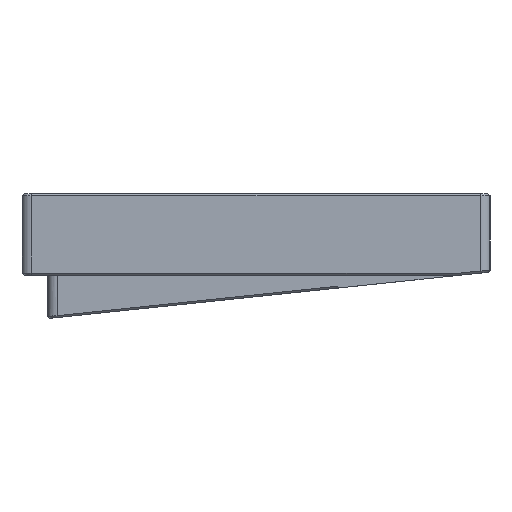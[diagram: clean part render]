
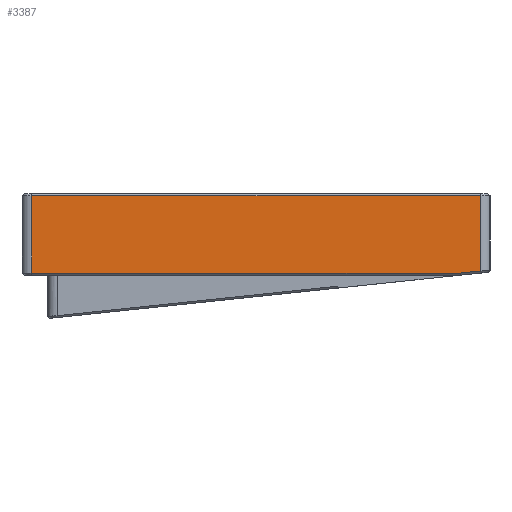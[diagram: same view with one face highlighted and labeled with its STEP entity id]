
A CAD part, left-side view. The second image highlights one B-rep face of the part: STEP entity #3387.
In plain terms, the highlighted planar face has unit normal (-1, 0, 0).
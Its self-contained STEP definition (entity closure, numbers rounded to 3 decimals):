
#69=PLANE('',#3695);
#299=LINE('',#5628,#622);
#300=LINE('',#5630,#623);
#301=LINE('',#5632,#624);
#302=LINE('',#5634,#625);
#303=LINE('',#5635,#626);
#622=VECTOR('',#4379,1000.);
#623=VECTOR('',#4380,1000.);
#624=VECTOR('',#4381,1000.);
#625=VECTOR('',#4382,1000.);
#626=VECTOR('',#4383,1000.);
#908=FACE_OUTER_BOUND('',#1121,.T.);
#1121=EDGE_LOOP('',(#2661,#2662,#2663,#2664,#2665));
#1678=VERTEX_POINT('',#5626);
#1679=VERTEX_POINT('',#5627);
#1680=VERTEX_POINT('',#5629);
#1681=VERTEX_POINT('',#5631);
#1682=VERTEX_POINT('',#5633);
#2049=EDGE_CURVE('',#1678,#1679,#299,.T.);
#2050=EDGE_CURVE('',#1679,#1680,#300,.T.);
#2051=EDGE_CURVE('',#1680,#1681,#301,.T.);
#2052=EDGE_CURVE('',#1681,#1682,#302,.T.);
#2053=EDGE_CURVE('',#1682,#1678,#303,.F.);
#2661=ORIENTED_EDGE('',*,*,#2049,.T.);
#2662=ORIENTED_EDGE('',*,*,#2050,.T.);
#2663=ORIENTED_EDGE('',*,*,#2051,.T.);
#2664=ORIENTED_EDGE('',*,*,#2052,.T.);
#2665=ORIENTED_EDGE('',*,*,#2053,.T.);
#3387=ADVANCED_FACE('',(#908),#69,.T.);
#3695=AXIS2_PLACEMENT_3D('',#5625,#4377,#4378);
#4377=DIRECTION('center_axis',(-1.,0.,0.));
#4378=DIRECTION('ref_axis',(0.,0.,1.));
#4379=DIRECTION('',(0.,-1.,0.));
#4380=DIRECTION('',(0.,-0.995,0.105));
#4381=DIRECTION('',(0.,0.,1.));
#4382=DIRECTION('',(0.,1.,0.));
#4383=DIRECTION('',(0.,0.,1.));
#5625=CARTESIAN_POINT('Origin',(-157.375,0.,-0.002));
#5626=CARTESIAN_POINT('',(-157.375,52.85,11.347));
#5627=CARTESIAN_POINT('',(-157.375,-48.074,11.347));
#5628=CARTESIAN_POINT('',(-157.375,0.,11.347));
#5629=CARTESIAN_POINT('',(-157.375,-52.85,11.849));
#5630=CARTESIAN_POINT('',(-157.375,0.655,6.225));
#5631=CARTESIAN_POINT('',(-157.375,-52.85,29.547));
#5632=CARTESIAN_POINT('',(-157.375,-52.85,30.047));
#5633=CARTESIAN_POINT('',(-157.375,52.85,29.547));
#5634=CARTESIAN_POINT('',(-157.375,52.85,29.547));
#5635=CARTESIAN_POINT('',(-157.375,52.85,-0.002));
